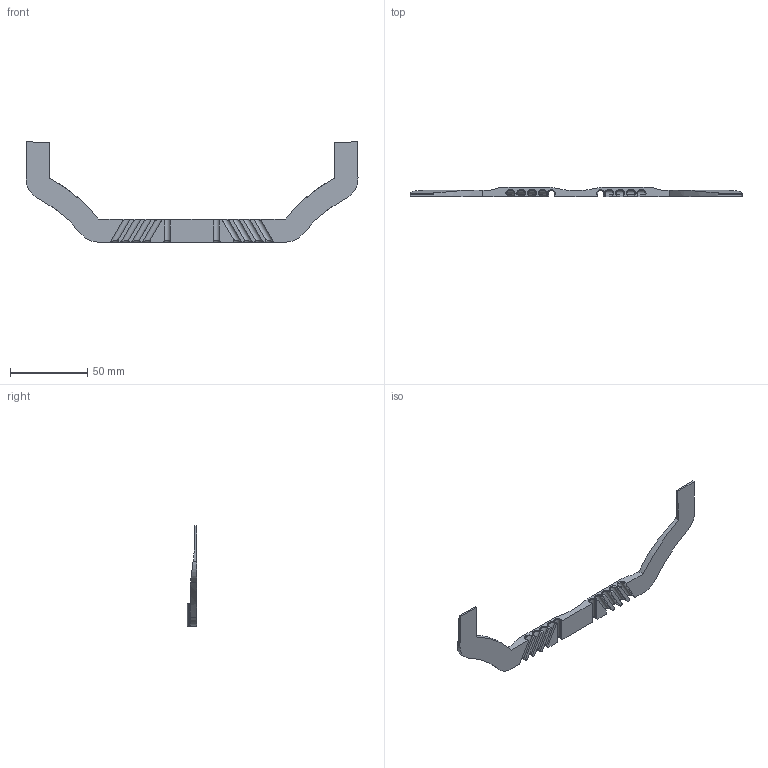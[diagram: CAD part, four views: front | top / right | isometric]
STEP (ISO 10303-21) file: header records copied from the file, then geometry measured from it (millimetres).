
FILE_DESCRIPTION(/* description */ (''),/* implementation_level */ '2;1');
FILE_NAME(/* name */ 'cableholder.step',/* time_stamp */ '2018-01-29T00:32:16+11:00',/* author */ ('lachlan.hurst'),/* organization */ (''),/* preprocessor_version */ 'ST-DEVELOPER v16.13',/* originating_system */ 'Autodesk Translation Framework v6.5.0.72',/* authorisation */ '');
FILE_SCHEMA (('AUTOMOTIVE_DESIGN { 1 0 10303 214 3 1 1 }'));
Length unit declared in the file: millimetre
Products named in the file (1): cableholder
Bounding box: 215.1 x 6 x 65 mm (x, y, z)
Volume: 14430.4 mm3; surface area: 11288.8 mm2
Topology: 1 solids, 1 shells, 150 faces, 436 edges, 288 vertices
Faces by surface type: cylinder 70, plane 60, bspline 16, torus 4
Entity records: 6953 total; most frequent: CARTESIAN_POINT 3045, ORIENTED_EDGE 872, DIRECTION 752, EDGE_CURVE 436, VERTEX_POINT 288, AXIS2_PLACEMENT_3D 265, LINE 222, VECTOR 222
